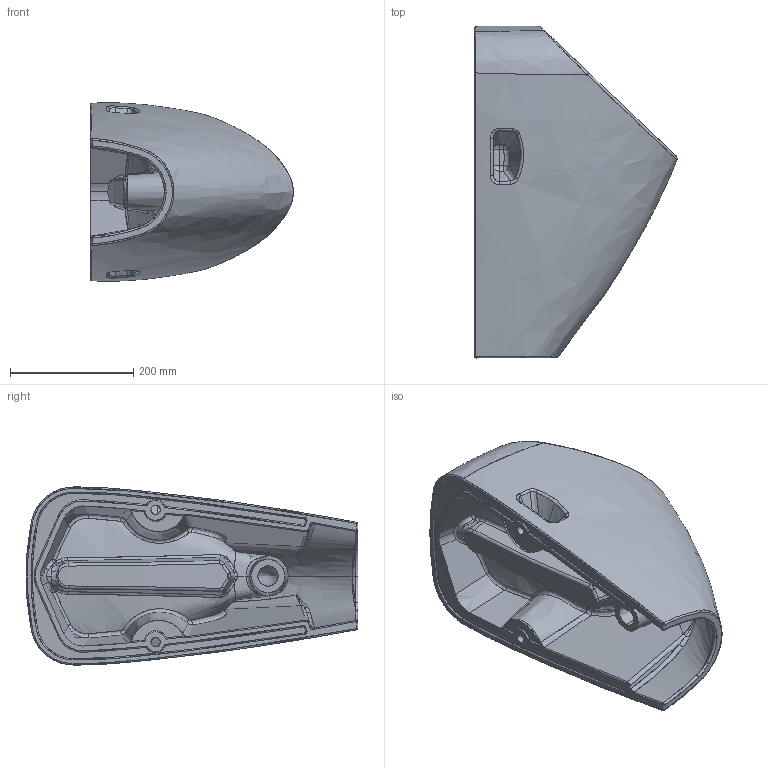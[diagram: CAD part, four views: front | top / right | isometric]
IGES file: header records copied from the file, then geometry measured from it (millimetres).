
Start section: SolidWorks IGES file using analytic representation for surfaces
Global section: file name: H8430610004231.IGS; native system: SolidWorks 2014; preprocessor: SolidWorks 2014; author: connun01; date: 170214.142541; units: millimetre
Bounding box: 328.61 x 538 x 289.39 mm (x, y, z)
Surface area: 855609 mm2 (no closed solid volume)
Topology: 0 solids, 0 shells, 352 faces, 6560 edges, 6536 vertices
Faces by surface type: bspline 256, revolution 96
